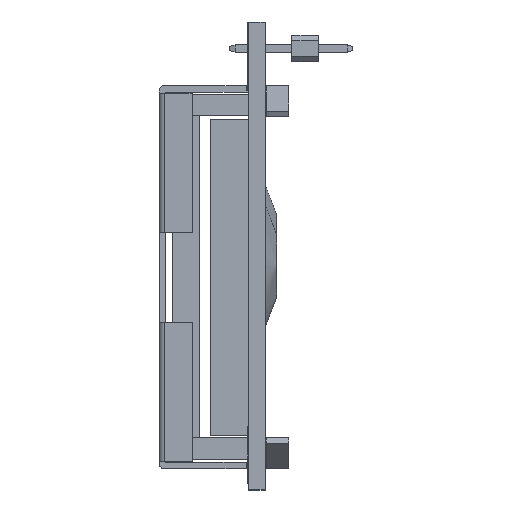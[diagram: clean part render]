
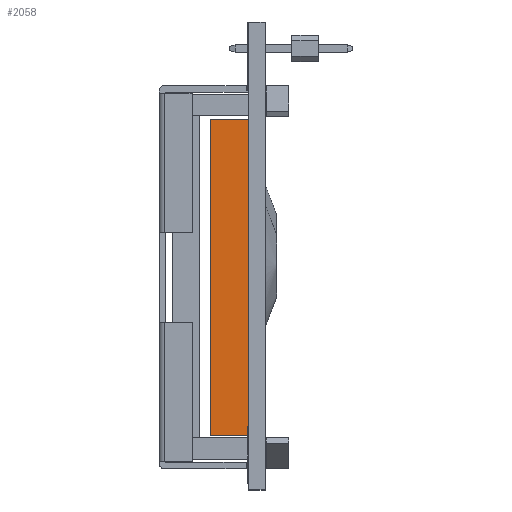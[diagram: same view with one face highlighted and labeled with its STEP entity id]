
A CAD part, left-side view. The second image highlights one B-rep face of the part: STEP entity #2058.
In plain terms, the highlighted planar face has unit normal (-1, 0, 0).
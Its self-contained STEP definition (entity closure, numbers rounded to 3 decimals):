
#1920 = EDGE_CURVE ( 'NONE', #1970, #1921, #26295, .T. ) ;
#1921 = VERTEX_POINT ( 'NONE', #26291 ) ;
#1967 = VERTEX_POINT ( 'NONE', #26473 ) ;
#1969 = EDGE_CURVE ( 'NONE', #1967, #1970, #26472, .T. ) ;
#1970 = VERTEX_POINT ( 'NONE', #26468 ) ;
#1977 = EDGE_LOOP ( 'NONE', ( #1978, #1979, #1982, #1983 ) ) ;
#1978 = ORIENTED_EDGE ( 'NONE', *, *, #2054, .F. ) ;
#1979 = ORIENTED_EDGE ( 'NONE', *, *, #1980, .T. ) ;
#1980 = EDGE_CURVE ( 'NONE', #2052, #1921, #26523, .T. ) ;
#1982 = ORIENTED_EDGE ( 'NONE', *, *, #1920, .F. ) ;
#1983 = ORIENTED_EDGE ( 'NONE', *, *, #1969, .F. ) ;
#2052 = VERTEX_POINT ( 'NONE', #26679 ) ;
#2054 = EDGE_CURVE ( 'NONE', #2052, #1967, #26677, .T. ) ;
#2058 = ADVANCED_FACE ( 'NONE', ( #26673 ), #26711, .F. ) ;
#26291 = CARTESIAN_POINT ( 'NONE',  ( -51.4, 0., 12.899 ) ) ;
#26292 = DIRECTION ( 'NONE',  ( 0., -1., 0. ) ) ;
#26293 = VECTOR ( 'NONE', #26292, 1000. ) ;
#26294 = CARTESIAN_POINT ( 'NONE',  ( -51.4, 1.1, 12.899 ) ) ;
#26295 = LINE ( 'NONE', #26294, #26293 ) ;
#26468 = CARTESIAN_POINT ( 'NONE',  ( -51.4, 3.6, 12.899 ) ) ;
#26469 = DIRECTION ( 'NONE',  ( 0., 0., 1. ) ) ;
#26470 = VECTOR ( 'NONE', #26469, 1000. ) ;
#26471 = CARTESIAN_POINT ( 'NONE',  ( -51.4, 3.6, -2.151 ) ) ;
#26472 = LINE ( 'NONE', #26471, #26470 ) ;
#26473 = CARTESIAN_POINT ( 'NONE',  ( -51.4, 3.6, -16.901 ) ) ;
#26520 = DIRECTION ( 'NONE',  ( 0., 0., 1. ) ) ;
#26521 = VECTOR ( 'NONE', #26520, 1000. ) ;
#26522 = CARTESIAN_POINT ( 'NONE',  ( -51.4, 0., 0.249 ) ) ;
#26523 = LINE ( 'NONE', #26522, #26521 ) ;
#26673 = FACE_OUTER_BOUND ( 'NONE', #1977, .T. ) ;
#26674 = DIRECTION ( 'NONE',  ( 0., 1., 0. ) ) ;
#26675 = VECTOR ( 'NONE', #26674, 1000. ) ;
#26676 = CARTESIAN_POINT ( 'NONE',  ( -51.4, 1.1, -16.901 ) ) ;
#26677 = LINE ( 'NONE', #26676, #26675 ) ;
#26679 = CARTESIAN_POINT ( 'NONE',  ( -51.4, 0., -16.901 ) ) ;
#26706 = DIRECTION ( 'NONE',  ( 0., 0., -1. ) ) ;
#26707 = DIRECTION ( 'NONE',  ( 1., 0., 0. ) ) ;
#26708 = CARTESIAN_POINT ( 'NONE',  ( -51.4, 1.1, -2.151 ) ) ;
#26709 = AXIS2_PLACEMENT_3D ( 'NONE', #26708, #26707, #26706 ) ;
#26711 = PLANE ( 'NONE',  #26709 ) ;
